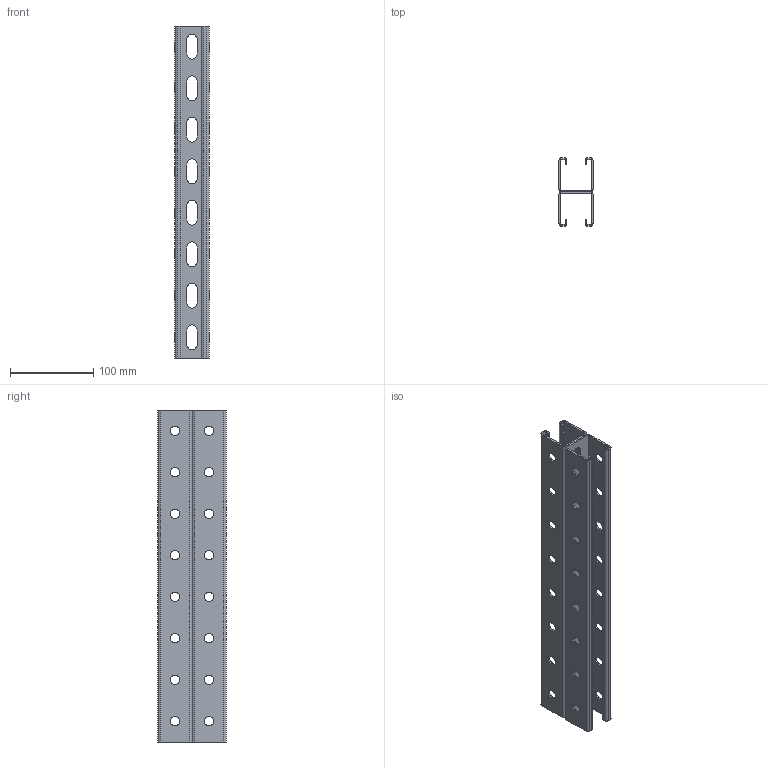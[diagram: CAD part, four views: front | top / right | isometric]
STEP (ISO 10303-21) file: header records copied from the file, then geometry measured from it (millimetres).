
FILE_DESCRIPTION (( 'STEP AP203' ), '1' );
FILE_NAME ('Äâîéíîé STRUT-ïðîôèëü_h41-L400.step', '2022-01-25T05:01:09', ( '' ), ( '' ), 'SwSTEP 2.0', 'SolidWorks 2017', '' );
FILE_SCHEMA (( 'CONFIG_CONTROL_DESIGN' ));
Length unit declared in the file: millimetre
Products named in the file (2): STRUT-镳铘桦黖h41-400; Äâîéíîé STRUT-ïðîôèëü_h41-L400
Assembly tree (2 placements, depth 2):
  Äâîéíîé STRUT-ïðîôèëü_h41-L400
    STRUT-镳铘桦黖h41-400  x2
Bounding box: 41 x 82 x 400 mm (x, y, z)
Volume: 202872.1 mm3; surface area: 215204.2 mm2
Topology: 2 solids, 2 shells, 1564 faces, 4632 edges, 3072 vertices
Faces by surface type: plane 1456, cylinder 108
Entity records: 25980 total; most frequent: CARTESIAN_POINT 4639, ORIENTED_EDGE 4632, DIRECTION 3998, EDGE_CURVE 2316, LINE 2208, VECTOR 2208, VERTEX_POINT 1536, AXIS2_PLACEMENT_3D 895
